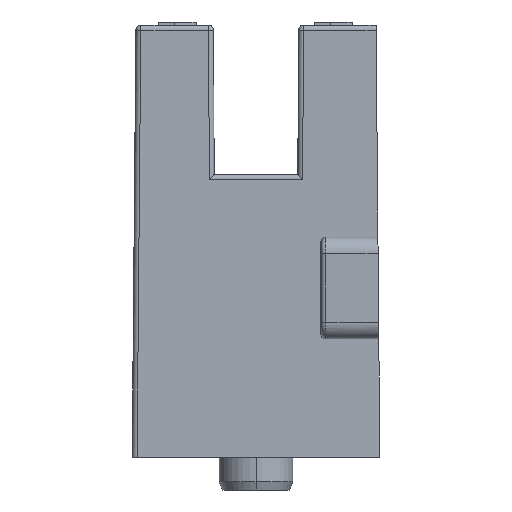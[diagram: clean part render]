
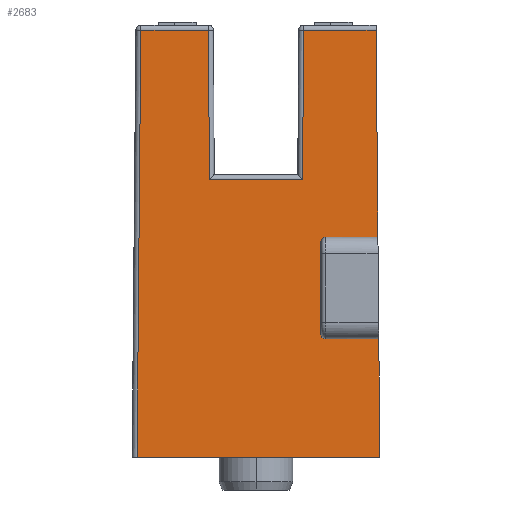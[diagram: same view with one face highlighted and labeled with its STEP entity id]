
A CAD part, left-side view. The second image highlights one B-rep face of the part: STEP entity #2683.
In plain terms, the highlighted planar face has unit normal (-1, 0, 0.009).
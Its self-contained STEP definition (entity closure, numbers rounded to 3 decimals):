
#136=CARTESIAN_POINT('',(-3.402,-2.849,6.503));
#138=DIRECTION('',(0.,1.,0.));
#139=VECTOR('',#138,5.698);
#140=CARTESIAN_POINT('',(-3.402,-2.849,6.503));
#141=LINE('',#140,#139);
#150=CARTESIAN_POINT('',(-3.402,2.849,6.503));
#380=DIRECTION('',(0.,-1.,0.));
#381=VECTOR('',#380,14.783);
#382=CARTESIAN_POINT('',(-3.55,7.241,-10.4));
#383=LINE('',#382,#381);
#468=DIRECTION('',(0.,1.,0.));
#469=VECTOR('',#468,4.134);
#470=CARTESIAN_POINT('',(-3.323,2.881,15.603));
#471=LINE('',#470,#469);
#487=DIRECTION('',(0.009,-0.003,1.));
#488=VECTOR('',#487,9.1);
#489=CARTESIAN_POINT('',(-3.402,-2.849,6.503));
#490=LINE('',#489,#488);
#491=DIRECTION('',(-0.009,-0.009,-1.));
#492=VECTOR('',#491,12.604);
#493=CARTESIAN_POINT('',(-3.323,-7.314,15.603));
#494=LINE('',#493,#492);
#495=CARTESIAN_POINT('',(-3.433,-4.25,3.));
#496=CARTESIAN_POINT('',(-3.433,-4.15,3.));
#497=CARTESIAN_POINT('',(-3.434,-4.026,2.924));
#498=CARTESIAN_POINT('',(-3.435,-3.95,2.8));
#499=CARTESIAN_POINT('',(-3.436,-3.95,2.7));
#501=CARTESIAN_POINT('',(-3.485,-3.95,-2.9));
#502=CARTESIAN_POINT('',(-3.485,-3.95,-3.));
#503=CARTESIAN_POINT('',(-3.487,-4.026,
-3.124));
#504=CARTESIAN_POINT('',(-3.487,-4.15,-3.2));
#505=CARTESIAN_POINT('',(-3.487,-4.25,-3.2));
#507=DIRECTION('',(0.,-1.,0.));
#508=VECTOR('',#507,3.228);
#509=CARTESIAN_POINT('',(-3.487,-4.25,-3.2));
#510=LINE('',#509,#508);
#511=DIRECTION('',(-0.009,-0.009,-1.));
#512=VECTOR('',#511,7.201);
#513=CARTESIAN_POINT('',(-3.487,-7.478,-3.2));
#514=LINE('',#513,#512);
#515=DIRECTION('',(0.009,-0.009,1.));
#516=VECTOR('',#515,26.005);
#517=CARTESIAN_POINT('',(-3.55,7.241,-10.4));
#518=LINE('',#517,#516);
#519=DIRECTION('',(-0.009,-0.003,-1.));
#520=VECTOR('',#519,9.1);
#521=CARTESIAN_POINT('',(-3.323,2.881,15.603));
#522=LINE('',#521,#520);
#558=DIRECTION('',(0.,1.,0.));
#559=VECTOR('',#558,4.434);
#560=CARTESIAN_POINT('',(-3.323,-7.314,15.603));
#561=LINE('',#560,#559);
#861=DIRECTION('',(0.009,0.,1.));
#862=VECTOR('',#861,5.6);
#863=CARTESIAN_POINT('',(-3.485,-3.95,-2.9));
#864=LINE('',#863,#862);
#883=DIRECTION('',(0.,-1.,0.));
#884=VECTOR('',#883,3.174);
#885=CARTESIAN_POINT('',(-3.433,-4.25,3.));
#886=LINE('',#885,#884);
#1731=VERTEX_POINT('',#150);
#1732=CARTESIAN_POINT('',(-3.323,2.881,15.603));
#1733=VERTEX_POINT('',#1732);
#1734=VERTEX_POINT('',#136);
#1735=CARTESIAN_POINT('',(-3.323,-2.881,
15.603));
#1736=VERTEX_POINT('',#1735);
#1737=CARTESIAN_POINT('',(-3.323,-7.314,
15.603));
#1738=VERTEX_POINT('',#1737);
#1739=CARTESIAN_POINT('',(-3.433,-7.424,3.));
#1740=VERTEX_POINT('',#1739);
#1741=CARTESIAN_POINT('',(-3.433,-4.25,3.));
#1742=VERTEX_POINT('',#1741);
#1743=VERTEX_POINT('',#499);
#1744=CARTESIAN_POINT('',(-3.485,-3.95,-2.9));
#1745=VERTEX_POINT('',#1744);
#1746=VERTEX_POINT('',#505);
#1747=CARTESIAN_POINT('',(-3.487,-7.478,-3.2));
#1748=VERTEX_POINT('',#1747);
#1749=CARTESIAN_POINT('',(-3.55,-7.541,-10.4));
#1750=VERTEX_POINT('',#1749);
#1751=CARTESIAN_POINT('',(-3.55,7.241,-10.4));
#1752=VERTEX_POINT('',#1751);
#1753=CARTESIAN_POINT('',(-3.323,7.014,15.603));
#1754=VERTEX_POINT('',#1753);
#2653=CARTESIAN_POINT('',(-3.55,-8.022,-10.4));
#2654=DIRECTION('',(1.,0.,-0.009));
#2655=DIRECTION('',(0.,-1.,0.));
#2656=AXIS2_PLACEMENT_3D('',#2653,#2654,#2655);
#2657=PLANE('',#2656);
#2658=ORIENTED_EDGE('',*,*,#2137,.F.);
#2660=ORIENTED_EDGE('',*,*,#2659,.T.);
#2662=ORIENTED_EDGE('',*,*,#2661,.F.);
#2664=ORIENTED_EDGE('',*,*,#2663,.T.);
#2666=ORIENTED_EDGE('',*,*,#2665,.F.);
#2668=ORIENTED_EDGE('',*,*,#2667,.T.);
#2670=ORIENTED_EDGE('',*,*,#2669,.F.);
#2672=ORIENTED_EDGE('',*,*,#2671,.T.);
#2674=ORIENTED_EDGE('',*,*,#2673,.T.);
#2676=ORIENTED_EDGE('',*,*,#2675,.T.);
#2677=ORIENTED_EDGE('',*,*,#2516,.F.);
#2678=ORIENTED_EDGE('',*,*,#2543,.T.);
#2679=ORIENTED_EDGE('',*,*,#2636,.F.);
#2680=ORIENTED_EDGE('',*,*,#2150,.T.);
#2681=EDGE_LOOP('',(#2658,#2660,#2662,#2664,#2666,#2668,#2670,#2672,#2674,#2676,
#2677,#2678,#2679,#2680));
#2682=FACE_OUTER_BOUND('',#2681,.F.);
#500=B_SPLINE_CURVE_WITH_KNOTS('',3,(#495,#496,#497,#498,#499),.UNSPECIFIED.,
.F.,.F.,(4,1,4),(0.,0.5,1.),.UNSPECIFIED.);
#506=B_SPLINE_CURVE_WITH_KNOTS('',3,(#501,#502,#503,#504,#505),.UNSPECIFIED.,
.F.,.F.,(4,1,4),(0.,0.5,1.),.UNSPECIFIED.);
#2137=EDGE_CURVE('',#1734,#1731,#141,.T.);
#2150=EDGE_CURVE('',#1733,#1731,#522,.T.);
#2516=EDGE_CURVE('',#1752,#1750,#383,.T.);
#2543=EDGE_CURVE('',#1752,#1754,#518,.T.);
#2636=EDGE_CURVE('',#1733,#1754,#471,.T.);
#2659=EDGE_CURVE('',#1734,#1736,#490,.T.);
#2661=EDGE_CURVE('',#1738,#1736,#561,.T.);
#2663=EDGE_CURVE('',#1738,#1740,#494,.T.);
#2665=EDGE_CURVE('',#1742,#1740,#886,.T.);
#2667=EDGE_CURVE('',#1742,#1743,#500,.T.);
#2669=EDGE_CURVE('',#1745,#1743,#864,.T.);
#2671=EDGE_CURVE('',#1745,#1746,#506,.T.);
#2673=EDGE_CURVE('',#1746,#1748,#510,.T.);
#2675=EDGE_CURVE('',#1748,#1750,#514,.T.);
#2683=ADVANCED_FACE('',(#2682),#2657,.F.);
